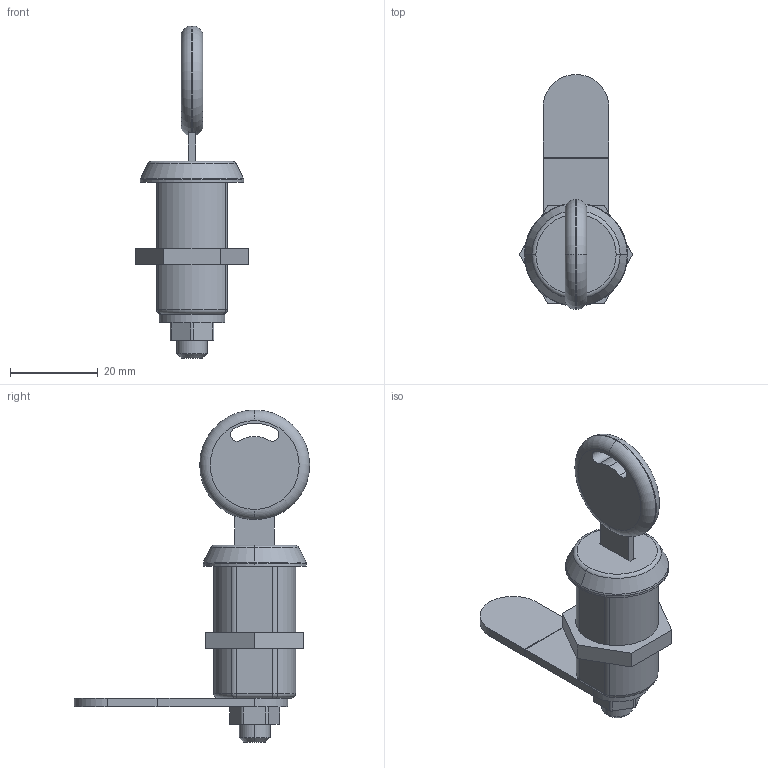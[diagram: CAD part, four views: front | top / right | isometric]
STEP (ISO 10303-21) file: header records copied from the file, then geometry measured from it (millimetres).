
FILE_DESCRIPTION (( 'STEP AP214' ), '1' );
FILE_NAME ('???. ???????? 02.STEP', '2024-04-17T03:04:29', ( '' ), ( '' ), 'SwSTEP 2.0', 'SolidWorks 2022', '' );
FILE_SCHEMA (( 'AUTOMOTIVE_DESIGN' ));
Length unit declared in the file: millimetre
Products named in the file (1): ???. ???????? 02
Bounding box: 25.75 x 53.5 x 75.46 mm (x, y, z)
Volume: 14022.9 mm3; surface area: 6530.6 mm2
Topology: 3 solids, 3 shells, 91 faces, 229 edges, 146 vertices
Faces by surface type: plane 43, cylinder 30, torus 14, cone 4
Entity records: 2873 total; most frequent: DIRECTION 505, CARTESIAN_POINT 479, ORIENTED_EDGE 458, EDGE_CURVE 229, AXIS2_PLACEMENT_3D 188, VERTEX_POINT 146, VECTOR 129, LINE 129
